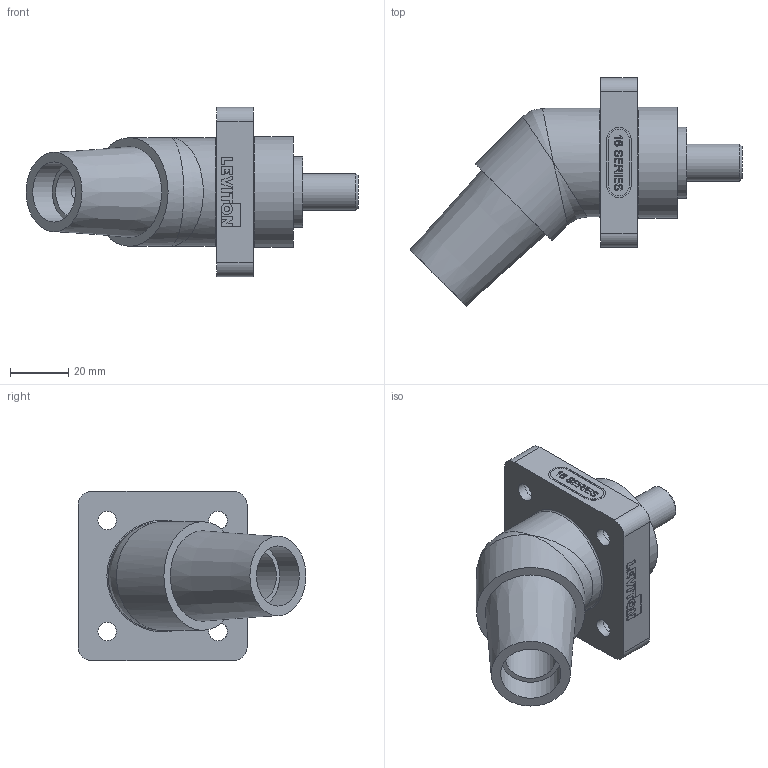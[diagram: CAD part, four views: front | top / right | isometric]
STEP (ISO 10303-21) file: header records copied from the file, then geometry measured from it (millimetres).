
FILE_DESCRIPTION (( 'STEP AP214' ), '1' );
FILE_NAME ('CATSTD-16R30-0XX-M01.STEP', '2019-10-31T15:00:10', ( '' ), ( '' ), 'SwSTEP 2.0', 'SolidWorks 2017', '' );
FILE_SCHEMA (( 'AUTOMOTIVE_DESIGN' ));
Length unit declared in the file: inch
Products named in the file (2): CATSTD-16R30-0XX-M01
Bounding box: 114.14 x 78.38 x 58.17 mm (x, y, z)
Surface area: 31501.1 mm2 (no closed solid volume)
Topology: 0 solids, 17 shells, 827 faces, 4388 edges, 3406 vertices
Faces by surface type: plane 531, bspline 221, cylinder 67, torus 6, cone 2
Full cylindrical faces by diameter (mm): 1.905 x2, 3.622 x1, 3.969 x2, 4.445 x1, 6.325 x4, 6.35 x4, 12.7 x5, 17.463 x1, 20.701 x1, 24.384 x1, 25.4 x2, 37.338 x2, 38.1 x1
Entity records: 77507 total; most frequent: CARTESIAN_POINT 36610, ORIENTED_EDGE 5799, DIRECTION 4674, EDGE_CURVE 4340, VERTEX_POINT 3394, VECTOR 2828, LINE 2828, B_SPLINE_CURVE_WITH_KNOTS 1165
